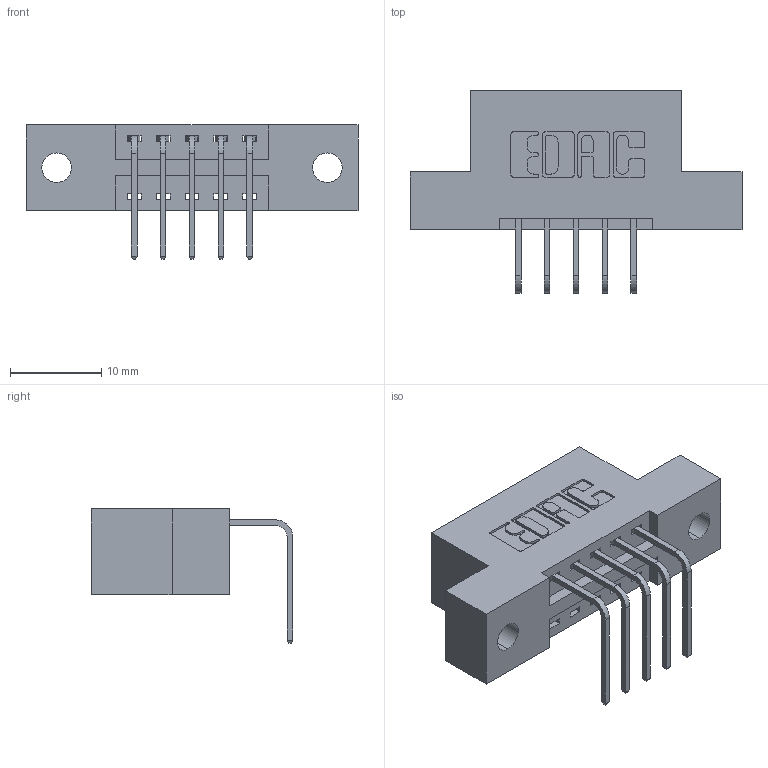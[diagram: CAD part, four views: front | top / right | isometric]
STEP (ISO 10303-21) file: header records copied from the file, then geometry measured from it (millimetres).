
FILE_DESCRIPTION (( 'STEP AP203' ), '1' );
FILE_NAME ('396-005-558-102.STEP', '2018-08-30T22:23:45', ( '' ), ( '' ), 'SwSTEP 2.0', 'SolidWorks 2016', '' );
FILE_SCHEMA (( 'CONFIG_CONTROL_DESIGN' ));
Length unit declared in the file: inch
Products named in the file (3): 346 Part_Flush Mounting Lugs - 0.128 Dia; 345-292-001_558 Tail - 2; 396-005-558-102
Assembly tree (6 placements, depth 2):
  396-005-558-102
    346 Part_Flush Mounting Lugs - 0.128 Dia
    345-292-001_558 Tail - 2  x5
Bounding box: 36.45 x 22.16 x 14.73 mm (x, y, z)
Volume: 3214 mm3; surface area: 3446 mm2
Topology: 6 solids, 6 shells, 422 faces, 1239 edges, 818 vertices
Faces by surface type: plane 286, cylinder 136
Entity records: 8171 total; most frequent: CARTESIAN_POINT 1419, ORIENTED_EDGE 1358, DIRECTION 1297, EDGE_CURVE 679, LINE 527, VECTOR 527, VERTEX_POINT 450, AXIS2_PLACEMENT_3D 385
